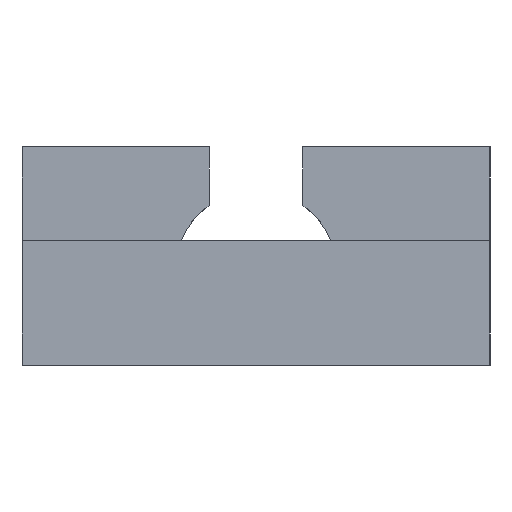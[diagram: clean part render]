
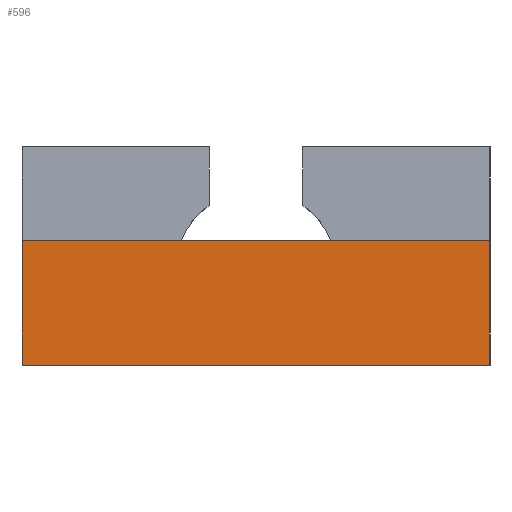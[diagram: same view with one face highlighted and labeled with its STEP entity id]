
A CAD part, left-side view. The second image highlights one B-rep face of the part: STEP entity #596.
In plain terms, the highlighted planar face has unit normal (-1, 0, 0).
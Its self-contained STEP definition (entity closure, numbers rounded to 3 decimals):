
#56=FACE_OUTER_BOUND('',#86,.T.);
#86=EDGE_LOOP('',(#515,#516,#517,#518));
#134=LINE('',#932,#206);
#155=LINE('',#973,#227);
#159=LINE('',#980,#231);
#160=LINE('',#981,#232);
#206=VECTOR('',#758,10.);
#227=VECTOR('',#797,10.);
#231=VECTOR('',#807,10.);
#232=VECTOR('',#808,10.);
#276=VERTEX_POINT('',#929);
#277=VERTEX_POINT('',#931);
#287=VERTEX_POINT('',#970);
#288=VERTEX_POINT('',#972);
#346=EDGE_CURVE('',#277,#276,#134,.T.);
#367=EDGE_CURVE('',#288,#287,#155,.T.);
#371=EDGE_CURVE('',#288,#276,#159,.T.);
#372=EDGE_CURVE('',#287,#277,#160,.T.);
#515=ORIENTED_EDGE('',*,*,#346,.T.);
#516=ORIENTED_EDGE('',*,*,#371,.F.);
#517=ORIENTED_EDGE('',*,*,#367,.T.);
#518=ORIENTED_EDGE('',*,*,#372,.T.);
#566=PLANE('',#652);
#596=ADVANCED_FACE('',(#56),#566,.T.);
#652=AXIS2_PLACEMENT_3D('',#979,#805,#806);
#758=DIRECTION('',(0.,1.,0.));
#797=DIRECTION('',(0.,-1.,0.));
#805=DIRECTION('center_axis',(-1.,0.,0.));
#806=DIRECTION('ref_axis',(0.,-1.,0.));
#807=DIRECTION('',(0.,0.,1.));
#808=DIRECTION('',(0.,0.,1.));
#929=CARTESIAN_POINT('',(-55.,15.,6.));
#931=CARTESIAN_POINT('',(-55.,0.,6.));
#932=CARTESIAN_POINT('',(-55.,11.25,6.));
#970=CARTESIAN_POINT('',(-55.,0.,2.));
#972=CARTESIAN_POINT('',(-55.,15.,2.));
#973=CARTESIAN_POINT('',(-55.,11.25,2.));
#979=CARTESIAN_POINT('Origin',(-55.,15.,0.));
#980=CARTESIAN_POINT('',(-55.,15.,0.));
#981=CARTESIAN_POINT('',(-55.,0.,0.));
